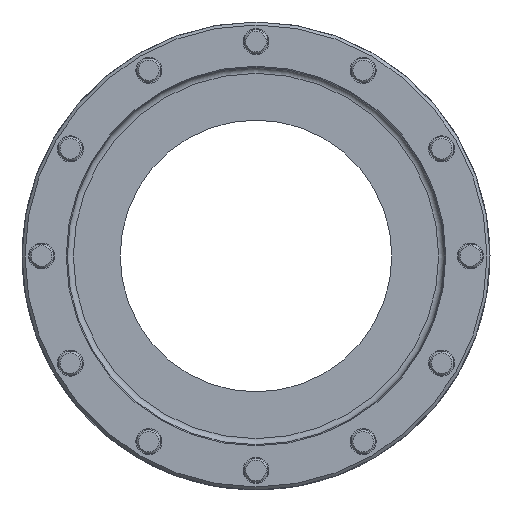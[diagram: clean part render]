
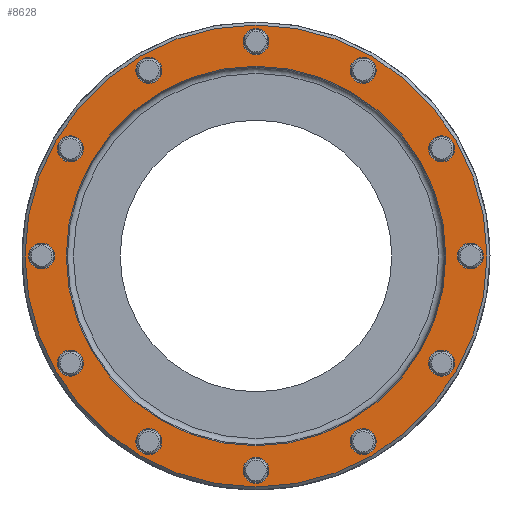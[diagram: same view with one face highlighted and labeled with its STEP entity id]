
A CAD part, left-side view. The second image highlights one B-rep face of the part: STEP entity #8628.
In plain terms, the highlighted planar face has unit normal (-1, 0, 0).
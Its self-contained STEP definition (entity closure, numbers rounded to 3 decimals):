
#1626=PLANE('',#9683);
#3655=ORIENTED_EDGE('',*,*,#4838,.F.);
#3656=ORIENTED_EDGE('',*,*,#4841,.T.);
#3657=ORIENTED_EDGE('',*,*,#4846,.F.);
#3658=ORIENTED_EDGE('',*,*,#4847,.F.);
#3659=ORIENTED_EDGE('',*,*,#4848,.F.);
#3660=ORIENTED_EDGE('',*,*,#4849,.F.);
#3661=ORIENTED_EDGE('',*,*,#4850,.F.);
#3662=ORIENTED_EDGE('',*,*,#4851,.F.);
#3663=ORIENTED_EDGE('',*,*,#4852,.F.);
#3664=ORIENTED_EDGE('',*,*,#4853,.F.);
#3665=ORIENTED_EDGE('',*,*,#4854,.F.);
#3666=ORIENTED_EDGE('',*,*,#4855,.F.);
#3667=ORIENTED_EDGE('',*,*,#4856,.F.);
#3668=ORIENTED_EDGE('',*,*,#4836,.T.);
#4836=EDGE_CURVE('',#5607,#5607,#6112,.T.);
#4838=EDGE_CURVE('',#5609,#5609,#6114,.T.);
#4841=EDGE_CURVE('',#5612,#5612,#6117,.T.);
#4846=EDGE_CURVE('',#5617,#5617,#6122,.T.);
#4847=EDGE_CURVE('',#5618,#5618,#6123,.T.);
#4848=EDGE_CURVE('',#5619,#5619,#6124,.T.);
#4849=EDGE_CURVE('',#5620,#5620,#6125,.T.);
#4850=EDGE_CURVE('',#5621,#5621,#6126,.T.);
#4851=EDGE_CURVE('',#5622,#5622,#6127,.T.);
#4852=EDGE_CURVE('',#5623,#5623,#6128,.T.);
#4853=EDGE_CURVE('',#5624,#5624,#6129,.T.);
#4854=EDGE_CURVE('',#5625,#5625,#6130,.T.);
#4855=EDGE_CURVE('',#5626,#5626,#6131,.T.);
#4856=EDGE_CURVE('',#5627,#5627,#6132,.T.);
#5607=VERTEX_POINT('',#14794);
#5609=VERTEX_POINT('',#14799);
#5612=VERTEX_POINT('',#14808);
#5617=VERTEX_POINT('',#14825);
#5618=VERTEX_POINT('',#14827);
#5619=VERTEX_POINT('',#14829);
#5620=VERTEX_POINT('',#14831);
#5621=VERTEX_POINT('',#14833);
#5622=VERTEX_POINT('',#14835);
#5623=VERTEX_POINT('',#14837);
#5624=VERTEX_POINT('',#14839);
#5625=VERTEX_POINT('',#14841);
#5626=VERTEX_POINT('',#14843);
#5627=VERTEX_POINT('',#14845);
#6112=CIRCLE('',#9663,76.5);
#6114=CIRCLE('',#9666,4.3);
#6117=CIRCLE('',#9672,62.864);
#6122=CIRCLE('',#9684,4.3);
#6123=CIRCLE('',#9685,4.3);
#6124=CIRCLE('',#9686,4.3);
#6125=CIRCLE('',#9687,4.3);
#6126=CIRCLE('',#9688,4.3);
#6127=CIRCLE('',#9689,4.3);
#6128=CIRCLE('',#9690,4.3);
#6129=CIRCLE('',#9691,4.3);
#6130=CIRCLE('',#9692,4.3);
#6131=CIRCLE('',#9693,4.3);
#6132=CIRCLE('',#9694,4.3);
#6944=EDGE_LOOP('',(#3655));
#6945=EDGE_LOOP('',(#3656));
#6946=EDGE_LOOP('',(#3657));
#6947=EDGE_LOOP('',(#3658));
#6948=EDGE_LOOP('',(#3659));
#6949=EDGE_LOOP('',(#3660));
#6950=EDGE_LOOP('',(#3661));
#6951=EDGE_LOOP('',(#3662));
#6952=EDGE_LOOP('',(#3663));
#6953=EDGE_LOOP('',(#3664));
#6954=EDGE_LOOP('',(#3665));
#6955=EDGE_LOOP('',(#3666));
#6956=EDGE_LOOP('',(#3667));
#6957=EDGE_LOOP('',(#3668));
#7863=FACE_BOUND('',#6944,.T.);
#7864=FACE_BOUND('',#6945,.T.);
#7865=FACE_BOUND('',#6946,.T.);
#7866=FACE_BOUND('',#6947,.T.);
#7867=FACE_BOUND('',#6948,.T.);
#7868=FACE_BOUND('',#6949,.T.);
#7869=FACE_BOUND('',#6950,.T.);
#7870=FACE_BOUND('',#6951,.T.);
#7871=FACE_BOUND('',#6952,.T.);
#7872=FACE_BOUND('',#6953,.T.);
#7873=FACE_BOUND('',#6954,.T.);
#7874=FACE_BOUND('',#6955,.T.);
#7875=FACE_BOUND('',#6956,.T.);
#7876=FACE_BOUND('',#6957,.T.);
#8628=ADVANCED_FACE('',(#7863,#7864,#7865,#7866,#7867,#7868,#7869,#7870,
#7871,#7872,#7873,#7874,#7875,#7876),#1626,.T.);
#9663=AXIS2_PLACEMENT_3D('',#14793,#12271,#12272);
#9666=AXIS2_PLACEMENT_3D('',#14798,#12277,#12278);
#9672=AXIS2_PLACEMENT_3D('',#14807,#12289,#12290);
#9683=AXIS2_PLACEMENT_3D('',#14823,#12311,#12312);
#9684=AXIS2_PLACEMENT_3D('',#14824,#12313,#12314);
#9685=AXIS2_PLACEMENT_3D('',#14826,#12315,#12316);
#9686=AXIS2_PLACEMENT_3D('',#14828,#12317,#12318);
#9687=AXIS2_PLACEMENT_3D('',#14830,#12319,#12320);
#9688=AXIS2_PLACEMENT_3D('',#14832,#12321,#12322);
#9689=AXIS2_PLACEMENT_3D('',#14834,#12323,#12324);
#9690=AXIS2_PLACEMENT_3D('',#14836,#12325,#12326);
#9691=AXIS2_PLACEMENT_3D('',#14838,#12327,#12328);
#9692=AXIS2_PLACEMENT_3D('',#14840,#12329,#12330);
#9693=AXIS2_PLACEMENT_3D('',#14842,#12331,#12332);
#9694=AXIS2_PLACEMENT_3D('',#14844,#12333,#12334);
#12271=DIRECTION('',(-1.,0.,0.));
#12272=DIRECTION('',(0.,0.,-1.));
#12277=DIRECTION('',(-1.,0.,0.));
#12278=DIRECTION('',(0.,0.,-1.));
#12289=DIRECTION('',(1.,0.,0.));
#12290=DIRECTION('',(0.,0.,1.));
#12311=DIRECTION('',(-1.,0.,0.));
#12312=DIRECTION('',(0.,0.,-1.));
#12313=DIRECTION('',(-1.,0.,0.));
#12314=DIRECTION('',(0.,0.5,-0.866));
#12315=DIRECTION('',(-1.,0.,0.));
#12316=DIRECTION('',(0.,0.866,-0.5));
#12317=DIRECTION('',(-1.,0.,0.));
#12318=DIRECTION('',(0.,1.,0.));
#12319=DIRECTION('',(-1.,0.,0.));
#12320=DIRECTION('',(0.,0.866,0.5));
#12321=DIRECTION('',(-1.,0.,0.));
#12322=DIRECTION('',(0.,0.5,0.866));
#12323=DIRECTION('',(-1.,0.,0.));
#12324=DIRECTION('',(0.,0.,1.));
#12325=DIRECTION('',(-1.,0.,0.));
#12326=DIRECTION('',(0.,-0.5,0.866));
#12327=DIRECTION('',(-1.,0.,0.));
#12328=DIRECTION('',(0.,-0.866,0.5));
#12329=DIRECTION('',(-1.,0.,0.));
#12330=DIRECTION('',(0.,-1.,0.));
#12331=DIRECTION('',(-1.,0.,0.));
#12332=DIRECTION('',(0.,-0.866,-0.5));
#12333=DIRECTION('',(-1.,0.,0.));
#12334=DIRECTION('',(0.,-0.5,-0.866));
#14793=CARTESIAN_POINT('',(-46.868,0.,0.));
#14794=CARTESIAN_POINT('',(-46.868,0.,-76.5));
#14798=CARTESIAN_POINT('',(-46.868,0.,71.));
#14799=CARTESIAN_POINT('',(-46.868,0.,66.7));
#14807=CARTESIAN_POINT('',(-46.868,0.,0.));
#14808=CARTESIAN_POINT('',(-46.868,0.,62.864));
#14823=CARTESIAN_POINT('',(-46.868,0.,77.5));
#14824=CARTESIAN_POINT('',(-46.868,-35.5,61.488));
#14825=CARTESIAN_POINT('',(-46.868,-33.35,57.764));
#14826=CARTESIAN_POINT('',(-46.868,-61.488,35.5));
#14827=CARTESIAN_POINT('',(-46.868,-57.764,33.35));
#14828=CARTESIAN_POINT('',(-46.868,-71.,0.));
#14829=CARTESIAN_POINT('',(-46.868,-66.7,0.));
#14830=CARTESIAN_POINT('',(-46.868,-61.488,-35.5));
#14831=CARTESIAN_POINT('',(-46.868,-57.764,-33.35));
#14832=CARTESIAN_POINT('',(-46.868,-35.5,-61.488));
#14833=CARTESIAN_POINT('',(-46.868,-33.35,-57.764));
#14834=CARTESIAN_POINT('',(-46.868,0.,-71.));
#14835=CARTESIAN_POINT('',(-46.868,0.,-66.7));
#14836=CARTESIAN_POINT('',(-46.868,35.5,-61.488));
#14837=CARTESIAN_POINT('',(-46.868,33.35,-57.764));
#14838=CARTESIAN_POINT('',(-46.868,61.488,-35.5));
#14839=CARTESIAN_POINT('',(-46.868,57.764,-33.35));
#14840=CARTESIAN_POINT('',(-46.868,71.,0.));
#14841=CARTESIAN_POINT('',(-46.868,66.7,0.));
#14842=CARTESIAN_POINT('',(-46.868,61.488,35.5));
#14843=CARTESIAN_POINT('',(-46.868,57.764,33.35));
#14844=CARTESIAN_POINT('',(-46.868,35.5,61.488));
#14845=CARTESIAN_POINT('',(-46.868,33.35,57.764));
